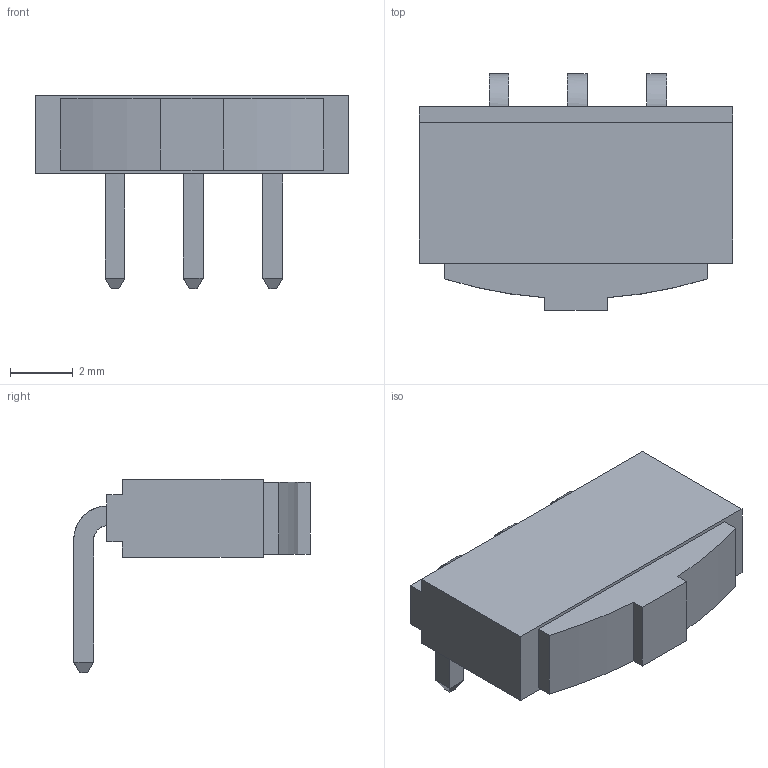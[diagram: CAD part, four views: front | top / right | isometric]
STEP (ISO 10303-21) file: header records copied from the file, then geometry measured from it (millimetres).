
FILE_DESCRIPTION(/* description */ (''),/* implementation_level */ '2;1');
FILE_NAME(/* name */ 'ESP2010.step',/* time_stamp */ '2020-01-26T14:28:57+01:00',/* author */ (''),/* organization */ (''),/* preprocessor_version */ 'ST-DEVELOPER v18',/* originating_system */ 'Autodesk Translation Framework v8.12.0.6',/* authorisation */ '');
FILE_SCHEMA (('AUTOMOTIVE_DESIGN { 1 0 10303 214 3 1 1 }'));
Length unit declared in the file: millimetre
Products named in the file (2): ESP2010; Sw
Assembly tree (1 placements, depth 2):
  ESP2010
    Sw
Bounding box: 10 x 7.55 x 6.19 mm (x, y, z)
Volume: 147.5 mm3; surface area: 248.7 mm2
Topology: 4 solids, 4 shells, 49 faces, 108 edges, 68 vertices
Faces by surface type: plane 41, bspline 6, cylinder 2
Entity records: 1568 total; most frequent: CARTESIAN_POINT 495, ORIENTED_EDGE 216, DIRECTION 183, EDGE_CURVE 108, LINE 83, VECTOR 83, VERTEX_POINT 68, EDGE_LOOP 50
